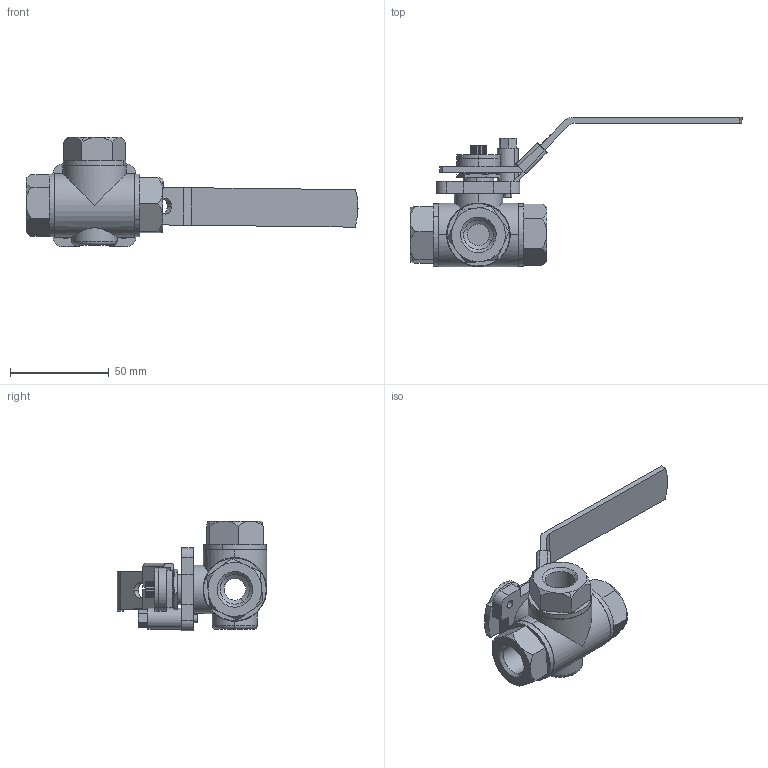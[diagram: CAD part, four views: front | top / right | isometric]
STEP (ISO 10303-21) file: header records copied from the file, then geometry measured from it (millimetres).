
FILE_DESCRIPTION((''),'2;1');
FILE_NAME('DN10_ASM','2015-02-13T',('Administrator'),(''),'PRO/ENGINEER BY PARAMETRIC TECHNOLOGY CORPORATION, 2011080','PRO/ENGINEER BY PARAMETRIC TECHNOLOGY CORPORATION, 2011080','');
FILE_SCHEMA(('CONFIG_CONTROL_DESIGN'));
Length unit declared in the file: millimetre
Products named in the file (13): PRT0049; PRT0050; PRT0051; PRT0052; PRT0053; PRT0054; PRT0055; PRT0056; PRT0057; PRT0058; PRT0059; PRT0060; DN10_ASM
Assembly tree (14 placements, depth 2):
  DN10_ASM
    PRT0049
    PRT0050
    PRT0051
    PRT0052
    PRT0053
    PRT0054
    PRT0055
    PRT0056
    PRT0057
    PRT0058
    PRT0059
    PRT0060  x3
Bounding box: 168.13 x 75.6 x 55.55 mm (x, y, z)
Volume: 48629.9 mm3; surface area: 43693.6 mm2
Topology: 13 solids, 14 shells, 419 faces, 1077 edges, 701 vertices
Faces by surface type: plane 222, cylinder 142, cone 51, torus 4
Entity records: 11855 total; most frequent: CARTESIAN_POINT 2874, ORIENTED_EDGE 1839, DIRECTION 1802, EDGE_CURVE 921, AXIS2_PLACEMENT_3D 644, VERTEX_POINT 603, VECTOR 514, LINE 514
